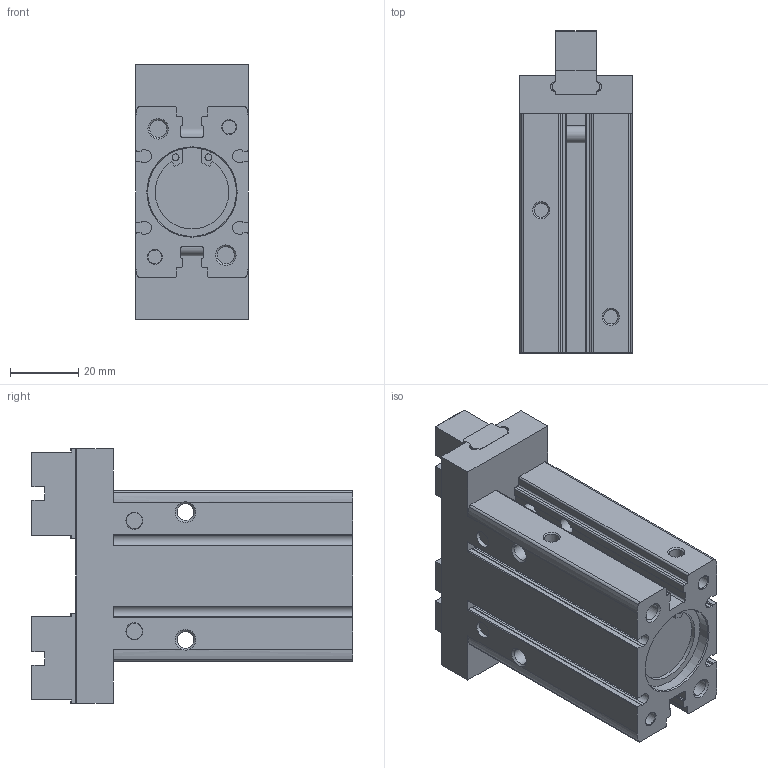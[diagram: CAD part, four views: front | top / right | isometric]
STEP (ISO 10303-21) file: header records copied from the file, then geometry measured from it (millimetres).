
FILE_DESCRIPTION(/* description */ ('STEP AP214'),/* implementation_level */ '2;1');
FILE_NAME(/* name */ '8116869_DHPC-L-25-A-S-2',/* time_stamp */ '2024-08-19T20:19:17+02:00',/* author */ ('License CC BY-ND 4.0'),/* organization */ ('CADENAS'),/* preprocessor_version */ 'ST-DEVELOPER v19.3',/* originating_system */ 'PARTsolutions',/* authorisation */ ' ');
FILE_SCHEMA (('AUTOMOTIVE_DESIGN {1 0 10303 214 3 1 1}'));
Length unit declared in the file: millimetre
Products named in the file (3): 8116869 DHPC-L-25-A-S-2---(1high); 8116732 DHPC-L-25-A-S-2---(highG); 8112302 DHPC-L-25-A-2---(high)
Assembly tree (3 placements, depth 2):
  8116869 DHPC-L-25-A-S-2---(1high)
    8116732 DHPC-L-25-A-S-2---(highG)
    8112302 DHPC-L-25-A-2---(high)  x2
Bounding box: 33 x 94.2 x 74.6 mm (x, y, z)
Volume: 129614.7 mm3; surface area: 32857.9 mm2
Topology: 3 solids, 3 shells, 421 faces, 1119 edges, 731 vertices
Faces by surface type: plane 215, cylinder 173, cone 29, torus 4
Full cylindrical faces by diameter (mm): 2 x2, 4 x6, 4.134 x6, 4.917 x8, 5 x4, 7 x4, 8 x4, 26 x1
Entity records: 10631 total; most frequent: CARTESIAN_POINT 1906, DIRECTION 1852, ORIENTED_EDGE 1708, EDGE_CURVE 854, AXIS2_PLACEMENT_3D 674, VERTEX_POINT 596, LINE 504, VECTOR 504
